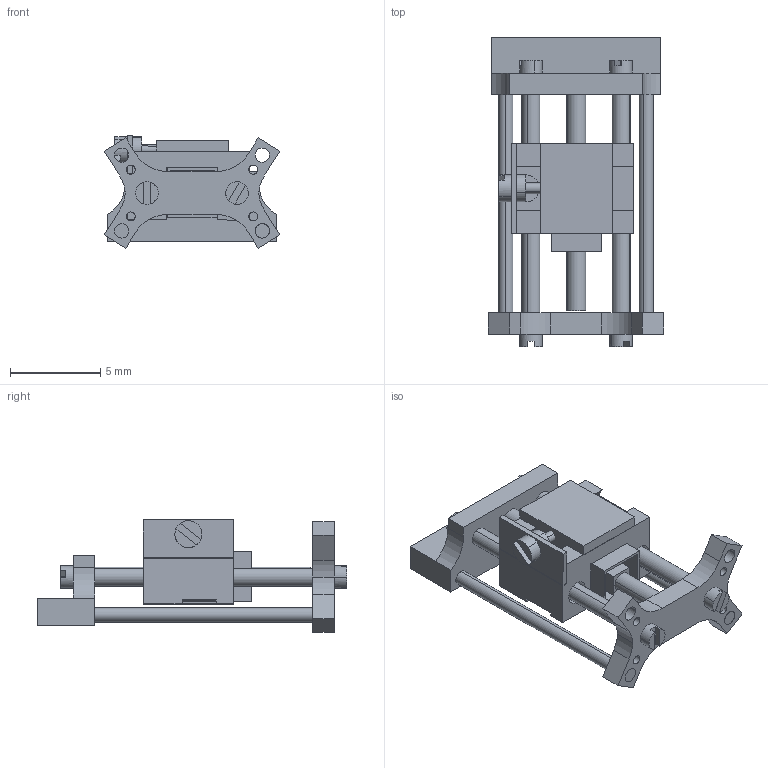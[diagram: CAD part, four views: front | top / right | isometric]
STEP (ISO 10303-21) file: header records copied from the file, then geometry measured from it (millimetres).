
FILE_DESCRIPTION (( 'STEP AP214' ), '1' );
FILE_NAME ('AssemPiezodrive O-O.STEP', '2016-08-26T13:46:44', ( '' ), ( '' ), 'SwSTEP 2.0', 'SolidWorks 2015', '' );
FILE_SCHEMA (( 'AUTOMOTIVE_DESIGN' ));
Length unit declared in the file: millimetre
Products named in the file (19): HülseBerylco; Magnet_N; base_mount; AssemMagnet; AssemPiezodrive O-O; Srew060; rod080L; berylco_tube_2016; piezo_actuator; shuttle 0-0; AssemBerylcoMagnetHülseAssembled; berylco_tube_2016_m; Scheibe; Magnet_S; probe_holder - small; shaft_Standard; Srew060L; cover_mount; metallplate
Assembly tree (30 placements, depth 4):
  AssemPiezodrive O-O
    base_mount
    berylco_tube_2016
    AssemBerylcoMagnetHülseAssembled
      berylco_tube_2016_m
      AssemMagnet  x9
        Magnet_S
        Magnet_N
      HülseBerylco
    shuttle 0-0
    Srew060  x4
    cover_mount
    piezo_actuator
    shaft_Standard
    rod080L  x2
    probe_holder - small
    Srew060L
    Scheibe
    metallplate
Bounding box: 9.73 x 17.2 x 6.25 mm (x, y, z)
Volume: 246.8 mm3; surface area: 1141 mm2
Topology: 37 solids, 37 shells, 327 faces, 708 edges, 466 vertices
Faces by surface type: plane 172, cylinder 145, cone 10
Entity records: 8403 total; most frequent: DIRECTION 1266, CARTESIAN_POINT 1145, ORIENTED_EDGE 1068, EDGE_CURVE 534, AXIS2_PLACEMENT_3D 471, VERTEX_POINT 350, LINE 324, VECTOR 324
